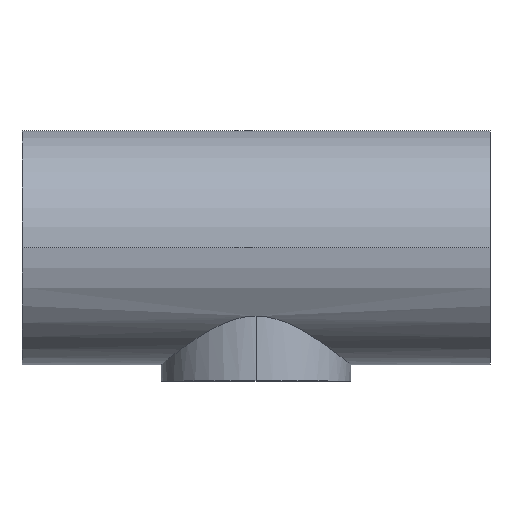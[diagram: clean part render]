
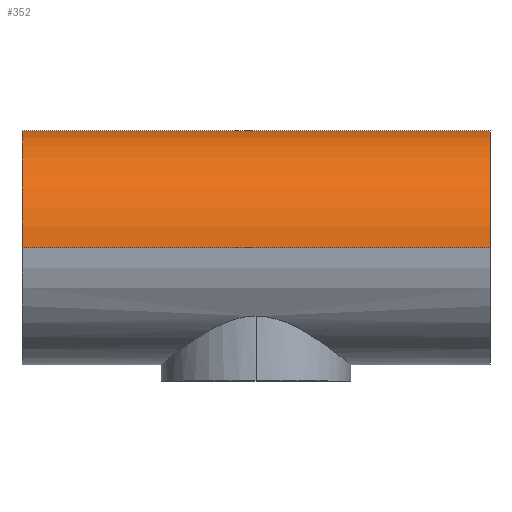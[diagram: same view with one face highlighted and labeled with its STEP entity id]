
A CAD part, top view. The second image highlights one B-rep face of the part: STEP entity #352.
In plain terms, the highlighted cylindrical face has radius 50 mm (diameter 100 mm), a partial arc.
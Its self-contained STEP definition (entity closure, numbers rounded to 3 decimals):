
#13 = ORIENTED_EDGE ( 'NONE', *, *, #293, .F. ) ;
#17 = DIRECTION ( 'NONE',  ( 1., 0., 0. ) ) ;
#28 = CIRCLE ( 'NONE', #209, 50. ) ;
#41 = CARTESIAN_POINT ( 'NONE',  ( 100., 57., -50. ) ) ;
#44 = DIRECTION ( 'NONE',  ( 0., 0., -1. ) ) ;
#48 = ORIENTED_EDGE ( 'NONE', *, *, #515, .F. ) ;
#51 = DIRECTION ( 'NONE',  ( 0., 0., -1. ) ) ;
#101 = CYLINDRICAL_SURFACE ( 'NONE', #191, 50. ) ;
#105 = CARTESIAN_POINT ( 'NONE',  ( 100., 57., 0. ) ) ;
#157 = CARTESIAN_POINT ( 'NONE',  ( 100., 57., 50. ) ) ;
#171 = VERTEX_POINT ( 'NONE', #519 ) ;
#179 = VERTEX_POINT ( 'NONE', #41 ) ;
#191 = AXIS2_PLACEMENT_3D ( 'NONE', #306, #529, #51 ) ;
#206 = VERTEX_POINT ( 'NONE', #678 ) ;
#209 = AXIS2_PLACEMENT_3D ( 'NONE', #454, #283, #502 ) ;
#283 = DIRECTION ( 'NONE',  ( 1., 0., 0. ) ) ;
#293 = EDGE_CURVE ( 'NONE', #179, #520, #356, .T. ) ;
#306 = CARTESIAN_POINT ( 'NONE',  ( -100., 57., 0. ) ) ;
#310 = FACE_OUTER_BOUND ( 'NONE', #379, .T. ) ;
#341 = AXIS2_PLACEMENT_3D ( 'NONE', #105, #630, #44 ) ;
#352 = ADVANCED_FACE ( 'NONE', ( #310 ), #101, .T. ) ;
#356 = CIRCLE ( 'NONE', #341, 50. ) ;
#379 = EDGE_LOOP ( 'NONE', ( #578, #483, #13, #48 ) ) ;
#385 = VECTOR ( 'NONE', #645, 1000. ) ;
#397 = CARTESIAN_POINT ( 'NONE',  ( -100., 57., 50. ) ) ;
#416 = EDGE_CURVE ( 'NONE', #171, #520, #566, .T. ) ;
#426 = CARTESIAN_POINT ( 'NONE',  ( -100., 57., -50. ) ) ;
#451 = EDGE_CURVE ( 'NONE', #206, #171, #28, .T. ) ;
#452 = VECTOR ( 'NONE', #17, 1000. ) ;
#454 = CARTESIAN_POINT ( 'NONE',  ( -100., 57., 0. ) ) ;
#483 = ORIENTED_EDGE ( 'NONE', *, *, #416, .T. ) ;
#502 = DIRECTION ( 'NONE',  ( 0., 0., -1. ) ) ;
#513 = LINE ( 'NONE', #426, #385 ) ;
#515 = EDGE_CURVE ( 'NONE', #206, #179, #513, .T. ) ;
#519 = CARTESIAN_POINT ( 'NONE',  ( -100., 57., 50. ) ) ;
#520 = VERTEX_POINT ( 'NONE', #157 ) ;
#529 = DIRECTION ( 'NONE',  ( 1., 0., 0. ) ) ;
#566 = LINE ( 'NONE', #397, #452 ) ;
#578 = ORIENTED_EDGE ( 'NONE', *, *, #451, .T. ) ;
#630 = DIRECTION ( 'NONE',  ( 1., 0., 0. ) ) ;
#645 = DIRECTION ( 'NONE',  ( 1., 0., 0. ) ) ;
#678 = CARTESIAN_POINT ( 'NONE',  ( -100., 57., -50. ) ) ;
